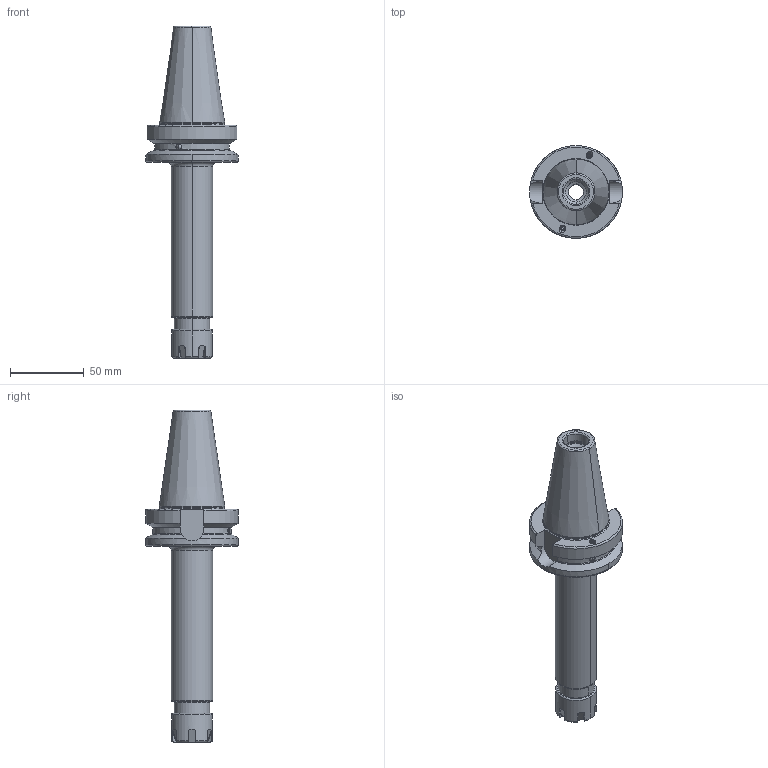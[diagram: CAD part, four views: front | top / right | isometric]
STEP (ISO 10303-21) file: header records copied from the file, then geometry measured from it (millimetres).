
FILE_DESCRIPTION((''),'2;1');
FILE_NAME('406_02_07_13_2','2021-04-08T',('103090'),(''),'CREO PARAMETRIC BY PTC INC, 2016260','CREO PARAMETRIC BY PTC INC, 2016260','');
FILE_SCHEMA(('CONFIG_CONTROL_DESIGN'));
Length unit declared in the file: millimetre
Products named in the file (1): 406_02_07_13_2
Bounding box: 63 x 63 x 225.4 mm (x, y, z)
Volume: 181020.1 mm3; surface area: 40372.9 mm2
Topology: 3 solids, 3 shells, 215 faces, 530 edges, 320 vertices
Faces by surface type: cylinder 64, plane 59, torus 46, cone 36, bspline 6, sphere 4
Entity records: 7332 total; most frequent: CARTESIAN_POINT 2364, ORIENTED_EDGE 1044, DIRECTION 1030, EDGE_CURVE 522, AXIS2_PLACEMENT_3D 430, VERTEX_POINT 320, EDGE_LOOP 228, CIRCLE 218
